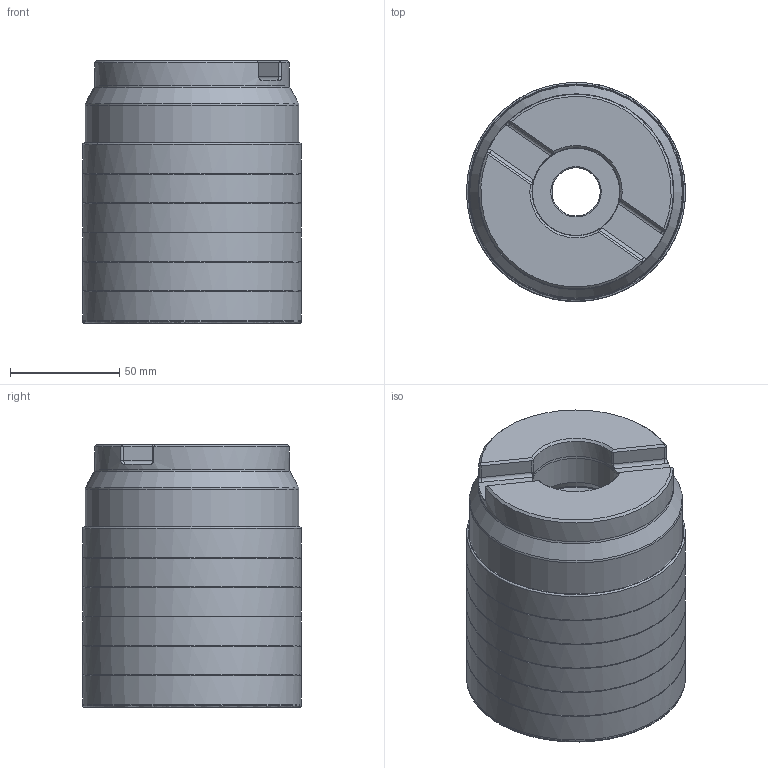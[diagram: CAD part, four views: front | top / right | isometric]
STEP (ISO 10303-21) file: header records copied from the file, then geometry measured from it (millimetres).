
FILE_DESCRIPTION(/* description */ (''),/* implementation_level */ '2;1');
FILE_NAME(/* name */ '202758447ndi000_00.stp',/* time_stamp */ '2019-12-16T11:24:10+01:00',/* author */ (''),/* organization */ (''),/* preprocessor_version */ 'ST-DEVELOPER v16.7',/* originating_system */ 'SIEMENS PLM Software NX 12.0',/* authorisation */ '');
FILE_SCHEMA (('AUTOMOTIVE_DESIGN { 1 0 10303 214 3 1 1 1 }'));
Length unit declared in the file: millimetre
Products named in the file (1): mp540390A555ln6l
Bounding box: 99.95 x 99.92 x 120 mm (x, y, z)
Volume: 962376.4 mm3; surface area: 114727.4 mm2
Topology: 2 solids, 2 shells, 106 faces, 258 edges, 152 vertices
Faces by surface type: revolution 32, cone 21, cylinder 20, torus 17, plane 16
Full cylindrical faces by diameter (mm): 22 x1, 36.1 x1, 40.008 x1, 40.2 x1, 89 x1, 97.652 x1
Entity records: 3305 total; most frequent: CARTESIAN_POINT 1205, DIRECTION 414, ORIENTED_EDGE 346, EDGE_CURVE 173, AXIS2_PLACEMENT_3D 173, EDGE_LOOP 170, VERTEX_POINT 131, FACE_BOUND 128
